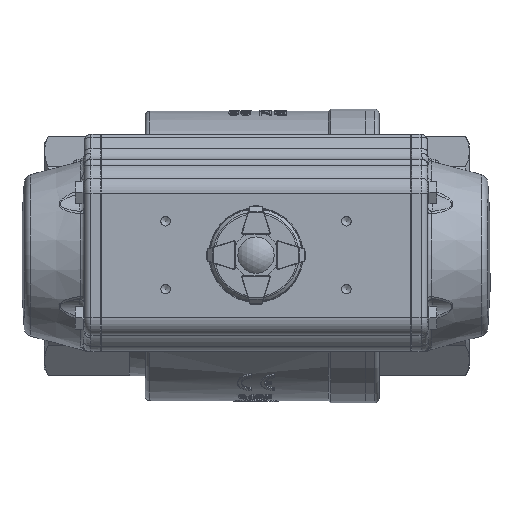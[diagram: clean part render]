
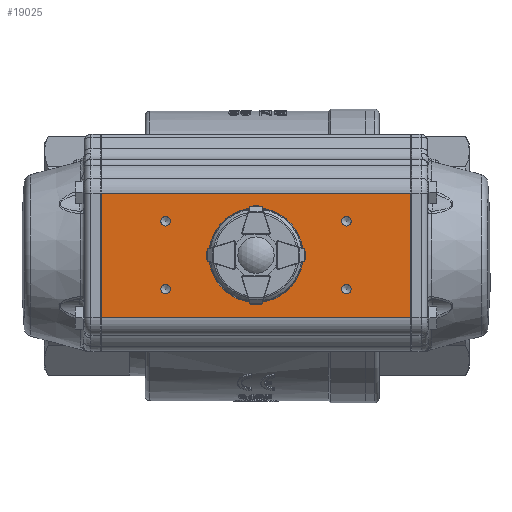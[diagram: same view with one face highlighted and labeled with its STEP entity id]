
A CAD part, top view. The second image highlights one B-rep face of the part: STEP entity #19025.
In plain terms, the highlighted face is planar.
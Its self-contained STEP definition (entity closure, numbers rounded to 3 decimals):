
#1234=LINE('',#38730,#2114);
#1249=LINE('',#38803,#2129);
#1264=LINE('',#38866,#2144);
#1265=LINE('',#38868,#2145);
#2114=VECTOR('',#25280,1000.);
#2129=VECTOR('',#25339,1000.);
#2144=VECTOR('',#25396,1000.);
#2145=VECTOR('',#25399,1000.);
#3347=PLANE('',#21002);
#7316=ORIENTED_EDGE('',*,*,#9823,.F.);
#7317=ORIENTED_EDGE('',*,*,#9891,.F.);
#7318=ORIENTED_EDGE('',*,*,#9859,.T.);
#7319=ORIENTED_EDGE('',*,*,#9892,.T.);
#7320=ORIENTED_EDGE('',*,*,#9485,.T.);
#7321=ORIENTED_EDGE('',*,*,#9477,.F.);
#7322=ORIENTED_EDGE('',*,*,#9479,.F.);
#7323=ORIENTED_EDGE('',*,*,#9481,.F.);
#7324=ORIENTED_EDGE('',*,*,#9483,.F.);
#9477=EDGE_CURVE('',#11318,#11318,#12374,.T.);
#9479=EDGE_CURVE('',#11321,#11321,#12376,.T.);
#9481=EDGE_CURVE('',#11324,#11324,#12378,.T.);
#9483=EDGE_CURVE('',#11327,#11327,#12380,.T.);
#9485=EDGE_CURVE('',#11329,#11329,#12382,.T.);
#9823=EDGE_CURVE('',#11538,#11539,#1234,.T.);
#9859=EDGE_CURVE('',#11575,#11574,#1249,.T.);
#9891=EDGE_CURVE('',#11575,#11538,#1264,.T.);
#9892=EDGE_CURVE('',#11574,#11539,#1265,.T.);
#11318=VERTEX_POINT('',#36094);
#11321=VERTEX_POINT('',#36101);
#11324=VERTEX_POINT('',#36108);
#11327=VERTEX_POINT('',#36115);
#11329=VERTEX_POINT('',#36120);
#11538=VERTEX_POINT('',#38729);
#11539=VERTEX_POINT('',#38731);
#11574=VERTEX_POINT('',#38802);
#11575=VERTEX_POINT('',#38804);
#12374=CIRCLE('',#20626,2.1);
#12376=CIRCLE('',#20630,2.1);
#12378=CIRCLE('',#20634,2.1);
#12380=CIRCLE('',#20638,2.1);
#12382=CIRCLE('',#20641,15.8);
#13936=EDGE_LOOP('',(#7316,#7317,#7318,#7319));
#13937=EDGE_LOOP('',(#7320));
#13938=EDGE_LOOP('',(#7321));
#13939=EDGE_LOOP('',(#7322));
#13940=EDGE_LOOP('',(#7323));
#13941=EDGE_LOOP('',(#7324));
#15363=FACE_BOUND('',#13936,.T.);
#15364=FACE_BOUND('',#13937,.T.);
#15365=FACE_BOUND('',#13938,.T.);
#15366=FACE_BOUND('',#13939,.T.);
#15367=FACE_BOUND('',#13940,.T.);
#15368=FACE_BOUND('',#13941,.T.);
#19025=ADVANCED_FACE('',(#15363,#15364,#15365,#15366,#15367,#15368),#3347,
 .T.);
#20626=AXIS2_PLACEMENT_3D('',#36093,#24574,#24575);
#20630=AXIS2_PLACEMENT_3D('',#36100,#24582,#24583);
#20634=AXIS2_PLACEMENT_3D('',#36107,#24590,#24591);
#20638=AXIS2_PLACEMENT_3D('',#36114,#24598,#24599);
#20641=AXIS2_PLACEMENT_3D('',#36119,#24604,#24605);
#21002=AXIS2_PLACEMENT_3D('',#39002,#25537,#25538);
#24574=DIRECTION('',(0.,1.,0.));
#24575=DIRECTION('',(0.,0.,1.));
#24582=DIRECTION('',(0.,1.,0.));
#24583=DIRECTION('',(0.,0.,1.));
#24590=DIRECTION('',(0.,1.,0.));
#24591=DIRECTION('',(0.,0.,1.));
#24598=DIRECTION('',(0.,1.,0.));
#24599=DIRECTION('',(0.,0.,1.));
#24604=DIRECTION('',(0.,-1.,0.));
#24605=DIRECTION('',(-1.,0.,0.));
#25280=DIRECTION('',(1.,0.,0.));
#25339=DIRECTION('',(1.,0.,0.));
#25396=DIRECTION('',(0.,0.,-1.));
#25399=DIRECTION('',(0.,0.,-1.));
#25537=DIRECTION('',(0.,1.,0.));
#25538=DIRECTION('',(1.,0.,0.));
#36093=CARTESIAN_POINT('',(15.,51.,40.));
#36094=CARTESIAN_POINT('',(15.,51.,42.1));
#36100=CARTESIAN_POINT('',(-15.,51.,40.));
#36101=CARTESIAN_POINT('',(-15.,51.,42.1));
#36107=CARTESIAN_POINT('',(15.,51.,-40.));
#36108=CARTESIAN_POINT('',(15.,51.,-37.9));
#36114=CARTESIAN_POINT('',(-15.,51.,-40.));
#36115=CARTESIAN_POINT('',(-15.,51.,-37.9));
#36119=CARTESIAN_POINT('',(0.,51.,0.));
#36120=CARTESIAN_POINT('',(-15.8,51.,0.));
#38729=CARTESIAN_POINT('',(-27.474,51.,-68.5));
#38730=CARTESIAN_POINT('',(-27.474,51.,-68.5));
#38731=CARTESIAN_POINT('',(27.474,51.,-68.5));
#38802=CARTESIAN_POINT('',(27.474,51.,68.5));
#38803=CARTESIAN_POINT('',(-27.474,51.,68.5));
#38804=CARTESIAN_POINT('',(-27.474,51.,68.5));
#38866=CARTESIAN_POINT('',(-27.474,51.,68.5));
#38868=CARTESIAN_POINT('',(27.474,51.,68.5));
#39002=CARTESIAN_POINT('',(-27.474,51.,68.5));
